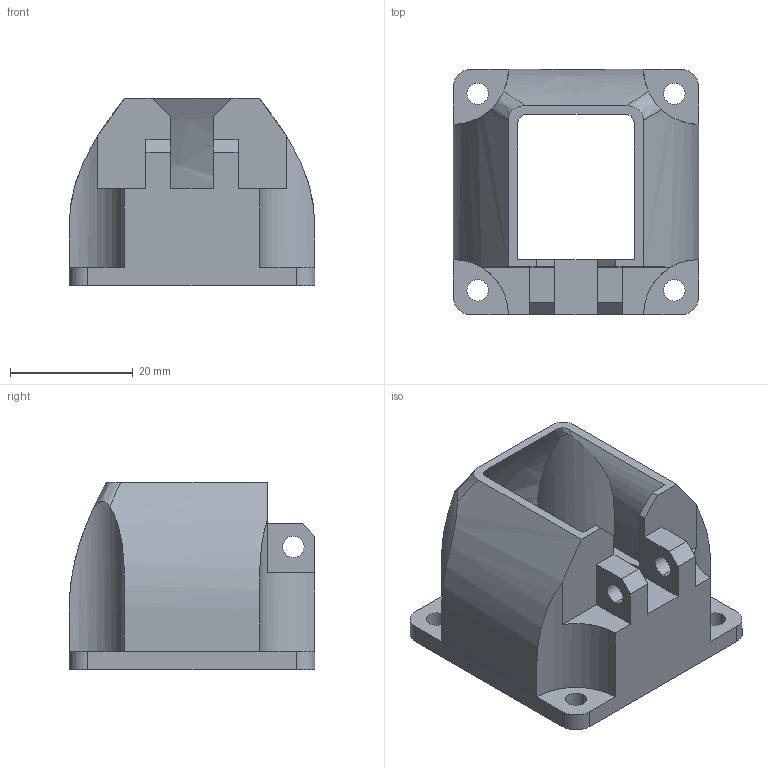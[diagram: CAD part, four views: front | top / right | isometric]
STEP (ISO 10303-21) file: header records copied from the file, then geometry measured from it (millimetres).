
FILE_DESCRIPTION (( 'STEP AP203' ), '1' );
FILE_NAME ('FAN-DUCT.STEP');
FILE_SCHEMA (( 'CONFIG_CONTROL_DESIGN' ));
Length unit declared in the file: millimetre
Products named in the file (1): FAN-DUCT
Bounding box: 40 x 40 x 30.5 mm (x, y, z)
Volume: 6412.3 mm3; surface area: 9458.2 mm2
Topology: 1 solids, 1 shells, 68 faces, 200 edges, 134 vertices
Faces by surface type: plane 29, cylinder 27, bspline 10, torus 2
Entity records: 5646 total; most frequent: CARTESIAN_POINT 3786, ORIENTED_EDGE 400, DIRECTION 326, EDGE_CURVE 200, VERTEX_POINT 134, LINE 112, VECTOR 112, AXIS2_PLACEMENT_3D 107
